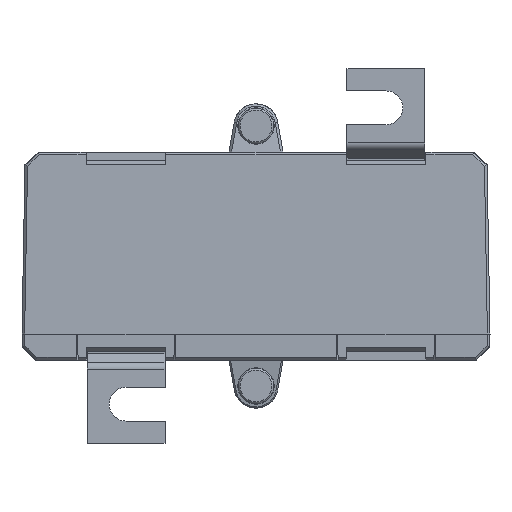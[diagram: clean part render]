
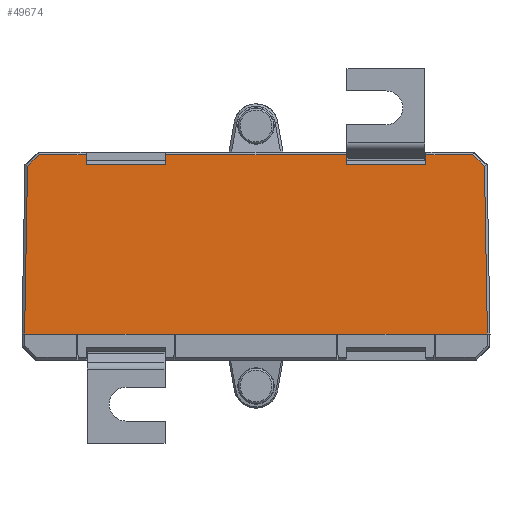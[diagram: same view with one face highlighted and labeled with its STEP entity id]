
A CAD part, front view. The second image highlights one B-rep face of the part: STEP entity #49674.
In plain terms, the highlighted planar face has unit normal (0, -1, 0.018).
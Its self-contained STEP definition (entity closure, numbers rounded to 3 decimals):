
#2130 = DIRECTION ( 'NONE',  ( -0.719, -0.012, -0.695 ) ) ;
#2133 = CARTESIAN_POINT ( 'NONE',  ( -44.081, -49.439, 32.136 ) ) ;
#2165 = DIRECTION ( 'NONE',  ( -1., 0., 0. ) ) ;
#2166 = CARTESIAN_POINT ( 'NONE',  ( -32.55, -49.432, 32.525 ) ) ;
#2255 = DIRECTION ( 'NONE',  ( -1., 0., 0. ) ) ;
#2256 = CARTESIAN_POINT ( 'NONE',  ( -45., -50., 0. ) ) ;
#2263 = DIRECTION ( 'NONE',  ( -1., 0., 0. ) ) ;
#2273 = CARTESIAN_POINT ( 'NONE',  ( 32.677, -49.398, 34.5 ) ) ;
#3559 = VERTEX_POINT ( 'NONE', #4049 ) ;
#3596 = VERTEX_POINT ( 'NONE', #3853 ) ;
#3598 = VERTEX_POINT ( 'NONE', #3854 ) ;
#3853 = CARTESIAN_POINT ( 'NONE',  ( -15.734, -50., 0. ) ) ;
#3854 = CARTESIAN_POINT ( 'NONE',  ( -17.345, -49.432, 32.525 ) ) ;
#3927 = VERTEX_POINT ( 'NONE', #4125 ) ;
#4049 = CARTESIAN_POINT ( 'NONE',  ( 41.633, -49.398, 34.5 ) ) ;
#4125 = CARTESIAN_POINT ( 'NONE',  ( -44.5, -50., 0. ) ) ;
#4720 = DIRECTION ( 'NONE',  ( -1., 0., 0. ) ) ;
#5097 = CARTESIAN_POINT ( 'NONE',  ( -17.323, -49.398, 34.5 ) ) ;
#5190 = DIRECTION ( 'NONE',  ( -1., 0., 0. ) ) ;
#5201 = CARTESIAN_POINT ( 'NONE',  ( 34.55, -50., 0. ) ) ;
#5452 = DIRECTION ( 'NONE',  ( -0.719, 0.012, 0.695 ) ) ;
#5470 = CARTESIAN_POINT ( 'NONE',  ( 17.45, -49.432, 32.525 ) ) ;
#5548 = DIRECTION ( 'NONE',  ( -0.017, 0.017, 1. ) ) ;
#5582 = DIRECTION ( 'NONE',  ( -1., 0., 0. ) ) ;
#5617 = CARTESIAN_POINT ( 'NONE',  ( 44.5, -50., -0.009 ) ) ;
#19480 = EDGE_CURVE ( 'NONE', #64225, #3598, #62018, .T. ) ;
#19562 = EDGE_CURVE ( 'NONE', #65236, #65406, #62114, .T. ) ;
#19602 = EDGE_CURVE ( 'NONE', #3927, #65156, #62159, .T. ) ;
#19667 = EDGE_CURVE ( 'NONE', #65587, #64334, #62215, .T. ) ;
#19833 = EDGE_CURVE ( 'NONE', #65266, #65127, #62366, .T. ) ;
#20034 = EDGE_CURVE ( 'NONE', #3596, #64364, #62611, .T. ) ;
#20466 = EDGE_CURVE ( 'NONE', #65754, #65738, #69669, .T. ) ;
#20715 = LINE ( 'NONE', #36901, #20724 ) ;
#20724 = VECTOR ( 'NONE', #37511, 1000. ) ;
#20750 = VECTOR ( 'NONE', #36967, 1000. ) ;
#20752 = LINE ( 'NONE', #37694, #20750 ) ;
#20803 = LINE ( 'NONE', #37186, #20839 ) ;
#20839 = VECTOR ( 'NONE', #5452, 1000. ) ;
#20840 = LINE ( 'NONE', #5470, #20855 ) ;
#20855 = VECTOR ( 'NONE', #5582, 1000. ) ;
#20899 = LINE ( 'NONE', #5617, #20913 ) ;
#20913 = VECTOR ( 'NONE', #5548, 1000. ) ;
#20984 = VECTOR ( 'NONE', #5190, 1000. ) ;
#20989 = LINE ( 'NONE', #5097, #20984 ) ;
#21151 = LINE ( 'NONE', #5201, #21153 ) ;
#21153 = VECTOR ( 'NONE', #4720, 1000. ) ;
#24713 = AXIS2_PLACEMENT_3D ( 'NONE', #29464, #30506, #30897 ) ;
#25658 = CARTESIAN_POINT ( 'NONE',  ( -17.328, -49.398, 34.5 ) ) ;
#25857 = CARTESIAN_POINT ( 'NONE',  ( -32.672, -49.398, 34.5 ) ) ;
#25909 = CARTESIAN_POINT ( 'NONE',  ( 15.734, -50., 0. ) ) ;
#26672 = CARTESIAN_POINT ( 'NONE',  ( 44.5, -50., 0. ) ) ;
#26701 = CARTESIAN_POINT ( 'NONE',  ( -34.266, -50., 0. ) ) ;
#26705 = CARTESIAN_POINT ( 'NONE',  ( 43.937, -49.437, 32.276 ) ) ;
#26781 = CARTESIAN_POINT ( 'NONE',  ( 32.672, -49.398, 34.5 ) ) ;
#26811 = CARTESIAN_POINT ( 'NONE',  ( 34.266, -50., 0. ) ) ;
#26951 = CARTESIAN_POINT ( 'NONE',  ( 32.655, -49.432, 32.525 ) ) ;
#27132 = CARTESIAN_POINT ( 'NONE',  ( -32.655, -49.432, 32.525 ) ) ;
#27183 = CARTESIAN_POINT ( 'NONE',  ( -41.633, -49.398, 34.5 ) ) ;
#27218 = CARTESIAN_POINT ( 'NONE',  ( -43.936, -49.437, 32.276 ) ) ;
#27283 = CARTESIAN_POINT ( 'NONE',  ( 17.328, -49.398, 34.5 ) ) ;
#27299 = CARTESIAN_POINT ( 'NONE',  ( 17.345, -49.432, 32.525 ) ) ;
#29146 = LINE ( 'NONE', #2133, #29147 ) ;
#29147 = VECTOR ( 'NONE', #2130, 1000. ) ;
#29172 = LINE ( 'NONE', #2166, #29173 ) ;
#29173 = VECTOR ( 'NONE', #2165, 1000. ) ;
#29232 = LINE ( 'NONE', #2256, #29233 ) ;
#29233 = VECTOR ( 'NONE', #2255, 1000. ) ;
#29251 = LINE ( 'NONE', #2273, #29252 ) ;
#29252 = VECTOR ( 'NONE', #2263, 1000. ) ;
#29464 = CARTESIAN_POINT ( 'NONE',  ( 45., -50., 0. ) ) ;
#30506 = DIRECTION ( 'NONE',  ( 0., -1., 0.017 ) ) ;
#30897 = DIRECTION ( 'NONE',  ( 0., -0.017, -1. ) ) ;
#31190 = PLANE ( 'NONE',  #24713 ) ;
#36901 = CARTESIAN_POINT ( 'NONE',  ( -44.473, -49.973, 1.561 ) ) ;
#36967 = DIRECTION ( 'NONE',  ( -1., 0., 0. ) ) ;
#37186 = CARTESIAN_POINT ( 'NONE',  ( 41.492, -49.395, 34.636 ) ) ;
#37511 = DIRECTION ( 'NONE',  ( -0.017, -0.017, -1. ) ) ;
#37694 = CARTESIAN_POINT ( 'NONE',  ( -41.844, -49.398, 34.5 ) ) ;
#42555 = EDGE_CURVE ( 'NONE', #65673, #3927, #20715, .T. ) ;
#42591 = EDGE_CURVE ( 'NONE', #64334, #65638, #20752, .T. ) ;
#42678 = EDGE_CURVE ( 'NONE', #65160, #3559, #20803, .T. ) ;
#42691 = EDGE_CURVE ( 'NONE', #65406, #65754, #20840, .T. ) ;
#42732 = EDGE_CURVE ( 'NONE', #65127, #65160, #20899, .T. ) ;
#42788 = EDGE_CURVE ( 'NONE', #65738, #64225, #20989, .T. ) ;
#42990 = EDGE_CURVE ( 'NONE', #65266, #64364, #21151, .T. ) ;
#43799 = EDGE_CURVE ( 'NONE', #65638, #65673, #29146, .T. ) ;
#43834 = EDGE_CURVE ( 'NONE', #3598, #65587, #29172, .T. ) ;
#43932 = EDGE_CURVE ( 'NONE', #3596, #65156, #29232, .T. ) ;
#43965 = EDGE_CURVE ( 'NONE', #3559, #65236, #29251, .T. ) ;
#49674 = ADVANCED_FACE ( 'NONE', ( #67950 ), #31190, .T. ) ;
#55708 = EDGE_LOOP ( 'NONE', ( #61355, #61356, #61357, #61358, #61359, #61360, #61361, #61362, #61363, #61364, #61365, #61366, #61367, #61368, #61369, #61370, #61371, #61372 ) ) ;
#61355 = ORIENTED_EDGE ( 'NONE', *, *, #43799, .T. ) ;
#61356 = ORIENTED_EDGE ( 'NONE', *, *, #42555, .T. ) ;
#61357 = ORIENTED_EDGE ( 'NONE', *, *, #19602, .T. ) ;
#61358 = ORIENTED_EDGE ( 'NONE', *, *, #43932, .F. ) ;
#61359 = ORIENTED_EDGE ( 'NONE', *, *, #20034, .T. ) ;
#61360 = ORIENTED_EDGE ( 'NONE', *, *, #42990, .F. ) ;
#61361 = ORIENTED_EDGE ( 'NONE', *, *, #19833, .T. ) ;
#61362 = ORIENTED_EDGE ( 'NONE', *, *, #42732, .T. ) ;
#61363 = ORIENTED_EDGE ( 'NONE', *, *, #42678, .T. ) ;
#61364 = ORIENTED_EDGE ( 'NONE', *, *, #43965, .T. ) ;
#61365 = ORIENTED_EDGE ( 'NONE', *, *, #19562, .T. ) ;
#61366 = ORIENTED_EDGE ( 'NONE', *, *, #42691, .T. ) ;
#61367 = ORIENTED_EDGE ( 'NONE', *, *, #20466, .T. ) ;
#61368 = ORIENTED_EDGE ( 'NONE', *, *, #42788, .T. ) ;
#61369 = ORIENTED_EDGE ( 'NONE', *, *, #19480, .T. ) ;
#61370 = ORIENTED_EDGE ( 'NONE', *, *, #43834, .T. ) ;
#61371 = ORIENTED_EDGE ( 'NONE', *, *, #19667, .T. ) ;
#61372 = ORIENTED_EDGE ( 'NONE', *, *, #42591, .T. ) ;
#62007 = VECTOR ( 'NONE', #71736, 1000. ) ;
#62018 = LINE ( 'NONE', #71415, #62007 ) ;
#62114 = LINE ( 'NONE', #72036, #62116 ) ;
#62116 = VECTOR ( 'NONE', #71430, 1000. ) ;
#62144 = VECTOR ( 'NONE', #71328, 1000. ) ;
#62159 = LINE ( 'NONE', #71596, #62144 ) ;
#62215 = LINE ( 'NONE', #72091, #62229 ) ;
#62229 = VECTOR ( 'NONE', #71234, 1000. ) ;
#62366 = LINE ( 'NONE', #71860, #62398 ) ;
#62398 = VECTOR ( 'NONE', #72161, 1000. ) ;
#62611 = LINE ( 'NONE', #71614, #62613 ) ;
#62613 = VECTOR ( 'NONE', #71929, 1000. ) ;
#63062 = DIRECTION ( 'NONE',  ( -0.009, 0.017, 1. ) ) ;
#63081 = CARTESIAN_POINT ( 'NONE',  ( 17.631, -50.004, -0.239 ) ) ;
#64225 = VERTEX_POINT ( 'NONE', #25658 ) ;
#64334 = VERTEX_POINT ( 'NONE', #25857 ) ;
#64364 = VERTEX_POINT ( 'NONE', #25909 ) ;
#65127 = VERTEX_POINT ( 'NONE', #26672 ) ;
#65156 = VERTEX_POINT ( 'NONE', #26701 ) ;
#65160 = VERTEX_POINT ( 'NONE', #26705 ) ;
#65236 = VERTEX_POINT ( 'NONE', #26781 ) ;
#65266 = VERTEX_POINT ( 'NONE', #26811 ) ;
#65406 = VERTEX_POINT ( 'NONE', #26951 ) ;
#65587 = VERTEX_POINT ( 'NONE', #27132 ) ;
#65638 = VERTEX_POINT ( 'NONE', #27183 ) ;
#65673 = VERTEX_POINT ( 'NONE', #27218 ) ;
#65738 = VERTEX_POINT ( 'NONE', #27283 ) ;
#65754 = VERTEX_POINT ( 'NONE', #27299 ) ;
#67950 = FACE_OUTER_BOUND ( 'NONE', #55708, .T. ) ;
#69665 = VECTOR ( 'NONE', #63062, 1000. ) ;
#69669 = LINE ( 'NONE', #63081, #69665 ) ;
#71234 = DIRECTION ( 'NONE',  ( -0.009, 0.017, 1. ) ) ;
#71328 = DIRECTION ( 'NONE',  ( 1., 0., 0. ) ) ;
#71415 = CARTESIAN_POINT ( 'NONE',  ( -17.624, -49.99, 0.546 ) ) ;
#71430 = DIRECTION ( 'NONE',  ( -0.009, -0.017, -1. ) ) ;
#71596 = CARTESIAN_POINT ( 'NONE',  ( 45., -50., 0. ) ) ;
#71614 = CARTESIAN_POINT ( 'NONE',  ( 45., -50., 0. ) ) ;
#71736 = DIRECTION ( 'NONE',  ( -0.009, -0.017, -1. ) ) ;
#71860 = CARTESIAN_POINT ( 'NONE',  ( 45., -50., 0. ) ) ;
#71929 = DIRECTION ( 'NONE',  ( 1., 0., 0. ) ) ;
#72036 = CARTESIAN_POINT ( 'NONE',  ( 32.372, -49.998, 0.11 ) ) ;
#72091 = CARTESIAN_POINT ( 'NONE',  ( -32.365, -50.012, -0.675 ) ) ;
#72161 = DIRECTION ( 'NONE',  ( 1., 0., 0. ) ) ;
